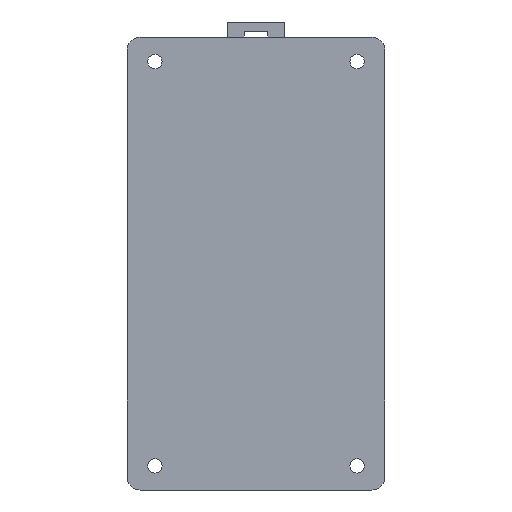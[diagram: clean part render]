
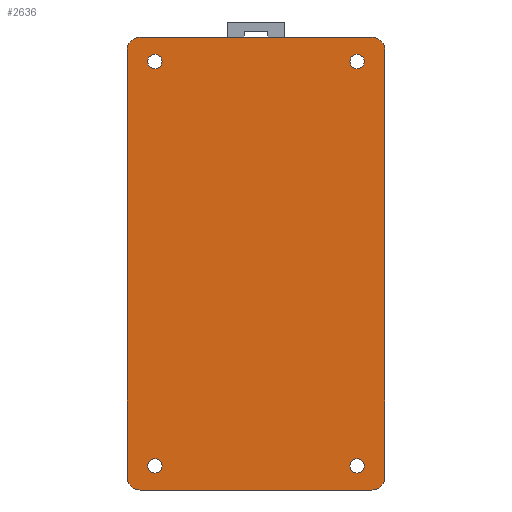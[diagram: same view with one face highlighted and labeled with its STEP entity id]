
A CAD part, front view. The second image highlights one B-rep face of the part: STEP entity #2636.
In plain terms, the highlighted planar face has unit normal (0, -1, 0).
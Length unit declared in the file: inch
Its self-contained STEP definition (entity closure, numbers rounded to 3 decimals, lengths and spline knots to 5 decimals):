
#1422 = AXIS2_PLACEMENT_3D ( 'NONE', #1506, #1505, #1504 ) ;
#1429 = CARTESIAN_POINT ( 'NONE',  ( 1.13, 0., 2.205 ) ) ;
#1496 = CIRCLE ( 'NONE', #1498, 0.125 ) ;
#1498 = AXIS2_PLACEMENT_3D ( 'NONE', #1508, #1502, #1636 ) ;
#1502 = DIRECTION ( 'NONE',  ( 0., 1., 0. ) ) ;
#1504 = DIRECTION ( 'NONE',  ( 0., 0., 1. ) ) ;
#1505 = DIRECTION ( 'NONE',  ( 0., 1., 0. ) ) ;
#1506 = CARTESIAN_POINT ( 'NONE',  ( -1.13, 0., 2.08 ) ) ;
#1508 = CARTESIAN_POINT ( 'NONE',  ( 1.13, 0., 2.08 ) ) ;
#1518 = CIRCLE ( 'NONE', #1422, 0.125 ) ;
#1520 = DIRECTION ( 'NONE',  ( 0., 0., -1. ) ) ;
#1521 = VECTOR ( 'NONE', #1520, 39.37008 ) ;
#1522 = CARTESIAN_POINT ( 'NONE',  ( 1.255, 0., -2.08 ) ) ;
#1523 = LINE ( 'NONE', #1522, #1521 ) ;
#1524 = DIRECTION ( 'NONE',  ( -1., 0., 0. ) ) ;
#1525 = VECTOR ( 'NONE', #1524, 39.37008 ) ;
#1526 = CARTESIAN_POINT ( 'NONE',  ( -1.13, 0., -2.205 ) ) ;
#1527 = LINE ( 'NONE', #1526, #1525 ) ;
#1534 = DIRECTION ( 'NONE',  ( 0., 0., 1. ) ) ;
#1535 = DIRECTION ( 'NONE',  ( 0., 1., 0. ) ) ;
#1536 = CARTESIAN_POINT ( 'NONE',  ( 0.985, 0., 1.97 ) ) ;
#1541 = DIRECTION ( 'NONE',  ( 0., 0., 1. ) ) ;
#1542 = DIRECTION ( 'NONE',  ( 0., 1., 0. ) ) ;
#1544 = CIRCLE ( 'NONE', #1556, 0.07 ) ;
#1545 = AXIS2_PLACEMENT_3D ( 'NONE', #1557, #1542, #1541 ) ;
#1547 = DIRECTION ( 'NONE',  ( 0., 0., 1. ) ) ;
#1548 = DIRECTION ( 'NONE',  ( 0., 1., 0. ) ) ;
#1550 = AXIS2_PLACEMENT_3D ( 'NONE', #1555, #1548, #1547 ) ;
#1555 = CARTESIAN_POINT ( 'NONE',  ( 0.985, 0., -1.97 ) ) ;
#1556 = AXIS2_PLACEMENT_3D ( 'NONE', #1536, #1535, #1534 ) ;
#1557 = CARTESIAN_POINT ( 'NONE',  ( -0.985, 0., 1.97 ) ) ;
#1617 = CIRCLE ( 'NONE', #1550, 0.07 ) ;
#1636 = DIRECTION ( 'NONE',  ( 0., 0., 1. ) ) ;
#1637 = CIRCLE ( 'NONE', #1545, 0.07 ) ;
#1747 = VERTEX_POINT ( 'NONE', #6445 ) ;
#1755 = VERTEX_POINT ( 'NONE', #6484 ) ;
#1770 = DIRECTION ( 'NONE',  ( 0., 0., 1. ) ) ;
#1771 = VECTOR ( 'NONE', #1770, 39.37008 ) ;
#1773 = CARTESIAN_POINT ( 'NONE',  ( -1.255, 0., -2.08 ) ) ;
#1776 = VERTEX_POINT ( 'NONE', #6414 ) ;
#1775 = LINE ( 'NONE', #1773, #1771 ) ;
#1813 = CARTESIAN_POINT ( 'NONE',  ( -1.13, 0., -2.205 ) ) ;
#1819 = DIRECTION ( 'NONE',  ( 0., 0., 1. ) ) ;
#1820 = DIRECTION ( 'NONE',  ( 0., 1., 0. ) ) ;
#1821 = AXIS2_PLACEMENT_3D ( 'NONE', #1859, #1820, #1819 ) ;
#1839 = CIRCLE ( 'NONE', #1821, 0.125 ) ;
#1846 = CARTESIAN_POINT ( 'NONE',  ( -1.255, 0., -2.08 ) ) ;
#1859 = CARTESIAN_POINT ( 'NONE',  ( -1.13, 0., -2.08 ) ) ;
#2037 = EDGE_CURVE ( 'NONE', #2082, #1776, #6571, .T. ) ;
#2044 = VERTEX_POINT ( 'NONE', #6559 ) ;
#2082 = VERTEX_POINT ( 'NONE', #6362 ) ;
#2135 = CARTESIAN_POINT ( 'NONE',  ( -1.255, 0., 2.08 ) ) ;
#2152 = EDGE_CURVE ( 'NONE', #1747, #2170, #6756, .T. ) ;
#2159 = EDGE_CURVE ( 'NONE', #2044, #1755, #6720, .T. ) ;
#2170 = VERTEX_POINT ( 'NONE', #6801 ) ;
#2399 = EDGE_CURVE ( 'NONE', #2401, #2402, #7084, .T. ) ;
#2401 = VERTEX_POINT ( 'NONE', #7217 ) ;
#2402 = VERTEX_POINT ( 'NONE', #7226 ) ;
#2560 = ORIENTED_EDGE ( 'NONE', *, *, #2746, .T. ) ;
#2634 = ORIENTED_EDGE ( 'NONE', *, *, #3053, .F. ) ;
#2635 = ORIENTED_EDGE ( 'NONE', *, *, #2704, .F. ) ;
#2636 = ADVANCED_FACE ( 'NONE', ( #7917, #7919, #7914, #7796, #7916 ), #7920, .F. ) ;
#2637 = ORIENTED_EDGE ( 'NONE', *, *, #2640, .F. ) ;
#2639 = EDGE_CURVE ( 'NONE', #2651, #2700, #7822, .T. ) ;
#2640 = EDGE_CURVE ( 'NONE', #2641, #2670, #7913, .T. ) ;
#2641 = VERTEX_POINT ( 'NONE', #7816 ) ;
#2648 = VERTEX_POINT ( 'NONE', #7802 ) ;
#2651 = VERTEX_POINT ( 'NONE', #7810 ) ;
#2652 = ORIENTED_EDGE ( 'NONE', *, *, #2695, .F. ) ;
#2653 = ORIENTED_EDGE ( 'NONE', *, *, #2658, .T. ) ;
#2654 = ORIENTED_EDGE ( 'NONE', *, *, #2639, .F. ) ;
#2655 = EDGE_LOOP ( 'NONE', ( #2742, #2730 ) ) ;
#2656 = EDGE_LOOP ( 'NONE', ( #2653, #2659 ) ) ;
#2657 = ORIENTED_EDGE ( 'NONE', *, *, #2904, .F. ) ;
#2658 = EDGE_CURVE ( 'NONE', #2402, #2401, #7820, .T. ) ;
#2659 = ORIENTED_EDGE ( 'NONE', *, *, #2399, .T. ) ;
#2660 = EDGE_LOOP ( 'NONE', ( #2747, #2744 ) ) ;
#2661 = ORIENTED_EDGE ( 'NONE', *, *, #2037, .T. ) ;
#2670 = VERTEX_POINT ( 'NONE', #7719 ) ;
#2694 = EDGE_CURVE ( 'NONE', #2670, #3079, #1527, .T. ) ;
#2695 = EDGE_CURVE ( 'NONE', #2648, #2641, #1523, .T. ) ;
#2700 = VERTEX_POINT ( 'NONE', #1429 ) ;
#2704 = EDGE_CURVE ( 'NONE', #2806, #2651, #1518, .T. ) ;
#2712 = EDGE_CURVE ( 'NONE', #2700, #2648, #1496, .T. ) ;
#2725 = ORIENTED_EDGE ( 'NONE', *, *, #2712, .F. ) ;
#2728 = EDGE_LOOP ( 'NONE', ( #2634, #2732, #2637, #2652, #2725, #2654, #2635, #2657 ) ) ;
#2730 = ORIENTED_EDGE ( 'NONE', *, *, #2152, .T. ) ;
#2732 = ORIENTED_EDGE ( 'NONE', *, *, #2694, .F. ) ;
#2741 = EDGE_CURVE ( 'NONE', #2170, #1747, #1617, .T. ) ;
#2742 = ORIENTED_EDGE ( 'NONE', *, *, #2741, .T. ) ;
#2743 = EDGE_LOOP ( 'NONE', ( #2560, #2661 ) ) ;
#2744 = ORIENTED_EDGE ( 'NONE', *, *, #2159, .T. ) ;
#2745 = EDGE_CURVE ( 'NONE', #1755, #2044, #1637, .T. ) ;
#2746 = EDGE_CURVE ( 'NONE', #1776, #2082, #1544, .T. ) ;
#2747 = ORIENTED_EDGE ( 'NONE', *, *, #2745, .T. ) ;
#2806 = VERTEX_POINT ( 'NONE', #2135 ) ;
#2904 = EDGE_CURVE ( 'NONE', #3082, #2806, #1775, .T. ) ;
#3053 = EDGE_CURVE ( 'NONE', #3079, #3082, #1839, .T. ) ;
#3079 = VERTEX_POINT ( 'NONE', #1813 ) ;
#3082 = VERTEX_POINT ( 'NONE', #1846 ) ;
#6362 = CARTESIAN_POINT ( 'NONE',  ( 0.985, 0., 1.9 ) ) ;
#6414 = CARTESIAN_POINT ( 'NONE',  ( 0.985, 0., 2.04 ) ) ;
#6445 = CARTESIAN_POINT ( 'NONE',  ( 0.985, 0., -2.04 ) ) ;
#6484 = CARTESIAN_POINT ( 'NONE',  ( -0.985, 0., 2.04 ) ) ;
#6559 = CARTESIAN_POINT ( 'NONE',  ( -0.985, 0., 1.9 ) ) ;
#6561 = DIRECTION ( 'NONE',  ( 0., 0., 1. ) ) ;
#6562 = DIRECTION ( 'NONE',  ( 0., 1., 0. ) ) ;
#6566 = AXIS2_PLACEMENT_3D ( 'NONE', #6577, #6562, #6561 ) ;
#6571 = CIRCLE ( 'NONE', #6566, 0.07 ) ;
#6577 = CARTESIAN_POINT ( 'NONE',  ( 0.985, 0., 1.97 ) ) ;
#6720 = CIRCLE ( 'NONE', #6777, 0.07 ) ;
#6754 = CARTESIAN_POINT ( 'NONE',  ( 0.985, 0., -1.97 ) ) ;
#6756 = CIRCLE ( 'NONE', #6787, 0.07 ) ;
#6760 = CARTESIAN_POINT ( 'NONE',  ( -0.985, 0., 1.97 ) ) ;
#6764 = DIRECTION ( 'NONE',  ( 0., 0., 1. ) ) ;
#6765 = DIRECTION ( 'NONE',  ( 0., 1., 0. ) ) ;
#6775 = DIRECTION ( 'NONE',  ( 0., 0., 1. ) ) ;
#6776 = DIRECTION ( 'NONE',  ( 0., 1., 0. ) ) ;
#6777 = AXIS2_PLACEMENT_3D ( 'NONE', #6760, #6765, #6764 ) ;
#6787 = AXIS2_PLACEMENT_3D ( 'NONE', #6754, #6776, #6775 ) ;
#6801 = CARTESIAN_POINT ( 'NONE',  ( 0.985, 0., -1.9 ) ) ;
#7084 = CIRCLE ( 'NONE', #7216, 0.07 ) ;
#7213 = DIRECTION ( 'NONE',  ( 0., 0., 1. ) ) ;
#7214 = DIRECTION ( 'NONE',  ( 0., 1., 0. ) ) ;
#7215 = CARTESIAN_POINT ( 'NONE',  ( -0.985, 0., -1.97 ) ) ;
#7216 = AXIS2_PLACEMENT_3D ( 'NONE', #7215, #7214, #7213 ) ;
#7217 = CARTESIAN_POINT ( 'NONE',  ( -0.985, 0., -2.04 ) ) ;
#7226 = CARTESIAN_POINT ( 'NONE',  ( -0.985, 0., -1.9 ) ) ;
#7663 = AXIS2_PLACEMENT_3D ( 'NONE', #7815, #7814, #7813 ) ;
#7664 = DIRECTION ( 'NONE',  ( 0., 1., 0. ) ) ;
#7665 = CARTESIAN_POINT ( 'NONE',  ( -1.13, 0., -2.08 ) ) ;
#7666 = AXIS2_PLACEMENT_3D ( 'NONE', #7665, #7664, #7821 ) ;
#7719 = CARTESIAN_POINT ( 'NONE',  ( 1.13, 0., -2.205 ) ) ;
#7785 = AXIS2_PLACEMENT_3D ( 'NONE', #7799, #7801, #7800 ) ;
#7796 = FACE_BOUND ( 'NONE', #2660, .T. ) ;
#7799 = CARTESIAN_POINT ( 'NONE',  ( -0.985, 0., -1.97 ) ) ;
#7800 = DIRECTION ( 'NONE',  ( 0., 0., 1. ) ) ;
#7801 = DIRECTION ( 'NONE',  ( 0., 1., 0. ) ) ;
#7802 = CARTESIAN_POINT ( 'NONE',  ( 1.255, 0., 2.08 ) ) ;
#7810 = CARTESIAN_POINT ( 'NONE',  ( -1.13, 0., 2.205 ) ) ;
#7813 = DIRECTION ( 'NONE',  ( 0., 0., -1. ) ) ;
#7814 = DIRECTION ( 'NONE',  ( 0., 1., 0. ) ) ;
#7815 = CARTESIAN_POINT ( 'NONE',  ( 1.13, 0., -2.08 ) ) ;
#7816 = CARTESIAN_POINT ( 'NONE',  ( 1.255, 0., -2.08 ) ) ;
#7817 = DIRECTION ( 'NONE',  ( 1., 0., 0. ) ) ;
#7818 = VECTOR ( 'NONE', #7817, 39.37008 ) ;
#7819 = CARTESIAN_POINT ( 'NONE',  ( -1.13, 0., 2.205 ) ) ;
#7820 = CIRCLE ( 'NONE', #7785, 0.07 ) ;
#7821 = DIRECTION ( 'NONE',  ( 0., 0., 1. ) ) ;
#7822 = LINE ( 'NONE', #7819, #7818 ) ;
#7913 = CIRCLE ( 'NONE', #7663, 0.125 ) ;
#7914 = FACE_BOUND ( 'NONE', #2655, .T. ) ;
#7916 = FACE_BOUND ( 'NONE', #2743, .T. ) ;
#7917 = FACE_OUTER_BOUND ( 'NONE', #2728, .T. ) ;
#7919 = FACE_BOUND ( 'NONE', #2656, .T. ) ;
#7920 = PLANE ( 'NONE',  #7666 ) ;
